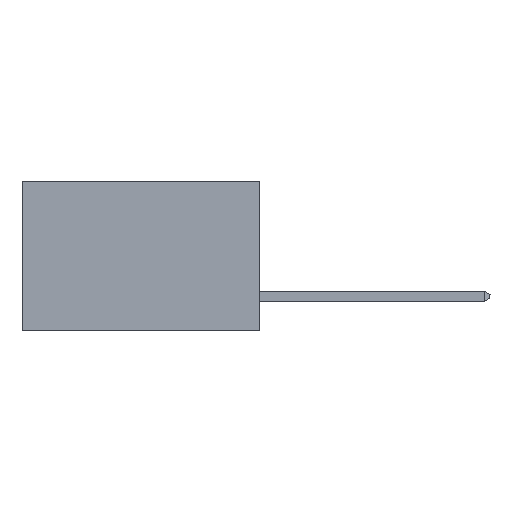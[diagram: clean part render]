
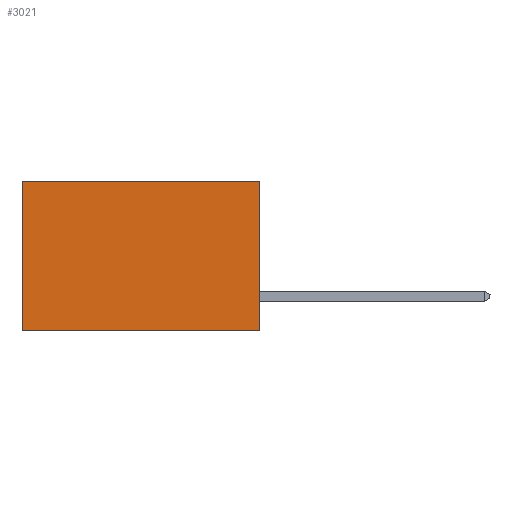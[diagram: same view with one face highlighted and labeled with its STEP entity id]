
A CAD part, left-side view. The second image highlights one B-rep face of the part: STEP entity #3021.
In plain terms, the highlighted planar face has unit normal (-1, 0, 0).
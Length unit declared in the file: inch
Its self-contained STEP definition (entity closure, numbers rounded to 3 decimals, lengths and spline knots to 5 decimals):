
#123 = PLANE ( 'NONE',  #7195 ) ;
#232 = VECTOR ( 'NONE', #7221, 39.37008 ) ;
#276 = CARTESIAN_POINT ( 'NONE',  ( 0.277, 0., -0.37 ) ) ;
#756 = CARTESIAN_POINT ( 'NONE',  ( 0.277, 0.59, -0.37 ) ) ;
#951 = LINE ( 'NONE', #5721, #5426 ) ;
#1323 = EDGE_LOOP ( 'NONE', ( #4724, #3395, #3459, #5464 ) ) ;
#1878 = CARTESIAN_POINT ( 'NONE',  ( 0.277, 0., -0.37 ) ) ;
#2426 = CARTESIAN_POINT ( 'NONE',  ( 0.277, 0., 0. ) ) ;
#2956 = VERTEX_POINT ( 'NONE', #4199 ) ;
#3021 = ADVANCED_FACE ( 'NONE', ( #11041 ), #123, .F. ) ;
#3027 = VECTOR ( 'NONE', #5230, 39.37008 ) ;
#3395 = ORIENTED_EDGE ( 'NONE', *, *, #4430, .F. ) ;
#3459 = ORIENTED_EDGE ( 'NONE', *, *, #7593, .F. ) ;
#4199 = CARTESIAN_POINT ( 'NONE',  ( 0.277, 0.59, 0. ) ) ;
#4430 = EDGE_CURVE ( 'NONE', #9632, #7343, #5051, .T. ) ;
#4724 = ORIENTED_EDGE ( 'NONE', *, *, #10797, .T. ) ;
#5051 = LINE ( 'NONE', #7173, #232 ) ;
#5230 = DIRECTION ( 'NONE',  ( 0., 0., -1. ) ) ;
#5382 = LINE ( 'NONE', #1878, #3027 ) ;
#5426 = VECTOR ( 'NONE', #6542, 39.37008 ) ;
#5464 = ORIENTED_EDGE ( 'NONE', *, *, #10401, .T. ) ;
#5721 = CARTESIAN_POINT ( 'NONE',  ( 0.277, 0.59, -0.37 ) ) ;
#5921 = CARTESIAN_POINT ( 'NONE',  ( 0.277, 0., -0.37 ) ) ;
#6542 = DIRECTION ( 'NONE',  ( 0., 0., -1. ) ) ;
#7173 = CARTESIAN_POINT ( 'NONE',  ( 0.277, 0., -0.37 ) ) ;
#7195 = AXIS2_PLACEMENT_3D ( 'NONE', #276, #11030, #11019 ) ;
#7221 = DIRECTION ( 'NONE',  ( 0., 1., 0. ) ) ;
#7343 = VERTEX_POINT ( 'NONE', #756 ) ;
#7593 = EDGE_CURVE ( 'NONE', #10949, #9632, #5382, .T. ) ;
#8405 = CARTESIAN_POINT ( 'NONE',  ( 0.277, 0., 0. ) ) ;
#8619 = VECTOR ( 'NONE', #9343, 39.37008 ) ;
#9343 = DIRECTION ( 'NONE',  ( 0., 1., 0. ) ) ;
#9632 = VERTEX_POINT ( 'NONE', #5921 ) ;
#10401 = EDGE_CURVE ( 'NONE', #10949, #2956, #10770, .T. ) ;
#10770 = LINE ( 'NONE', #2426, #8619 ) ;
#10797 = EDGE_CURVE ( 'NONE', #2956, #7343, #951, .T. ) ;
#10949 = VERTEX_POINT ( 'NONE', #8405 ) ;
#11019 = DIRECTION ( 'NONE',  ( 0., 0., -1. ) ) ;
#11030 = DIRECTION ( 'NONE',  ( 1., 0., 0. ) ) ;
#11041 = FACE_OUTER_BOUND ( 'NONE', #1323, .T. ) ;
